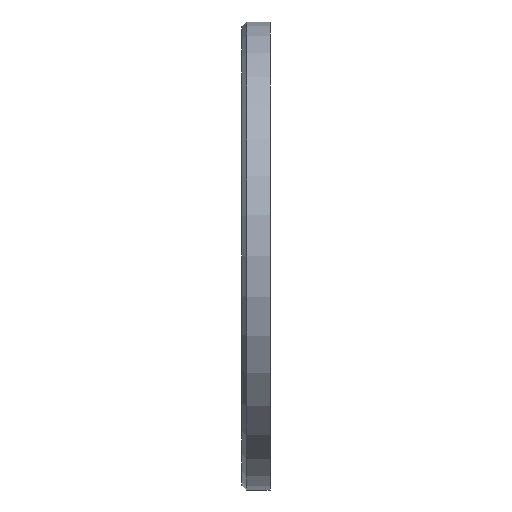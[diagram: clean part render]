
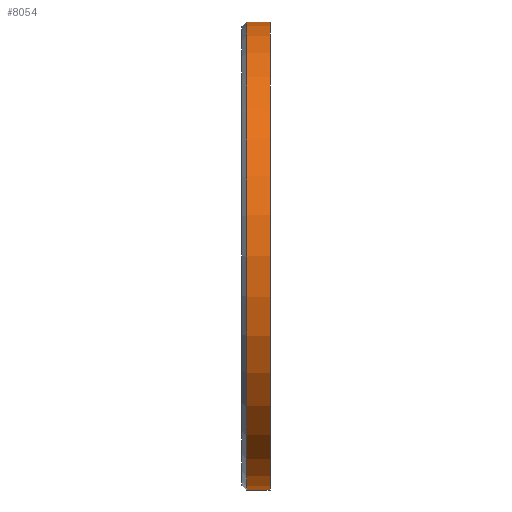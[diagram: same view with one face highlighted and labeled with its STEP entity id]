
A CAD part, left-side view. The second image highlights one B-rep face of the part: STEP entity #8054.
In plain terms, the highlighted cylindrical face has radius 50 mm (diameter 100 mm), a partial arc.
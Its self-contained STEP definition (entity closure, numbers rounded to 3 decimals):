
#59 = CARTESIAN_POINT ( 'NONE',  ( 0., 6., 50. ) ) ;
#223 = CIRCLE ( 'NONE', #3787, 50. ) ;
#415 = CYLINDRICAL_SURFACE ( 'NONE', #4915, 50. ) ;
#813 = CARTESIAN_POINT ( 'NONE',  ( 0., 5., 50. ) ) ;
#920 = DIRECTION ( 'NONE',  ( 0., -1., 0. ) ) ;
#1077 = CARTESIAN_POINT ( 'NONE',  ( 0., 5., 0. ) ) ;
#1093 = CARTESIAN_POINT ( 'NONE',  ( 0., 6., 0. ) ) ;
#1402 = CARTESIAN_POINT ( 'NONE',  ( 0., 0., -50. ) ) ;
#1441 = CARTESIAN_POINT ( 'NONE',  ( 0., 5., -50. ) ) ;
#2220 = DIRECTION ( 'NONE',  ( 0., 0., -1. ) ) ;
#2254 = VECTOR ( 'NONE', #13466, 1000. ) ;
#3687 = DIRECTION ( 'NONE',  ( 0., 0., 1. ) ) ;
#3787 = AXIS2_PLACEMENT_3D ( 'NONE', #12345, #4902, #3687 ) ;
#3850 = EDGE_LOOP ( 'NONE', ( #4263, #9366, #11202, #10908 ) ) ;
#4176 = DIRECTION ( 'NONE',  ( 0., -1., 0. ) ) ;
#4263 = ORIENTED_EDGE ( 'NONE', *, *, #4290, .F. ) ;
#4290 = EDGE_CURVE ( 'NONE', #11223, #10224, #13804, .T. ) ;
#4423 = EDGE_CURVE ( 'NONE', #7222, #8313, #5091, .T. ) ;
#4902 = DIRECTION ( 'NONE',  ( 0., 1., 0. ) ) ;
#4915 = AXIS2_PLACEMENT_3D ( 'NONE', #1093, #920, #2220 ) ;
#5091 = LINE ( 'NONE', #10225, #2254 ) ;
#5257 = VECTOR ( 'NONE', #9603, 1000. ) ;
#5906 = FACE_OUTER_BOUND ( 'NONE', #3850, .T. ) ;
#6202 = CIRCLE ( 'NONE', #6439, 50. ) ;
#6439 = AXIS2_PLACEMENT_3D ( 'NONE', #1077, #4176, #10619 ) ;
#7222 = VERTEX_POINT ( 'NONE', #1441 ) ;
#8054 = ADVANCED_FACE ( 'NONE', ( #5906 ), #415, .T. ) ;
#8313 = VERTEX_POINT ( 'NONE', #1402 ) ;
#8644 = CARTESIAN_POINT ( 'NONE',  ( 0., 0., 50. ) ) ;
#9366 = ORIENTED_EDGE ( 'NONE', *, *, #11961, .T. ) ;
#9603 = DIRECTION ( 'NONE',  ( 0., -1., 0. ) ) ;
#10224 = VERTEX_POINT ( 'NONE', #8644 ) ;
#10225 = CARTESIAN_POINT ( 'NONE',  ( 0., 6., -50. ) ) ;
#10619 = DIRECTION ( 'NONE',  ( 0., 0., 1. ) ) ;
#10680 = EDGE_CURVE ( 'NONE', #8313, #10224, #223, .T. ) ;
#10908 = ORIENTED_EDGE ( 'NONE', *, *, #10680, .T. ) ;
#11202 = ORIENTED_EDGE ( 'NONE', *, *, #4423, .T. ) ;
#11223 = VERTEX_POINT ( 'NONE', #813 ) ;
#11961 = EDGE_CURVE ( 'NONE', #11223, #7222, #6202, .T. ) ;
#12345 = CARTESIAN_POINT ( 'NONE',  ( 0., 0., 0. ) ) ;
#13466 = DIRECTION ( 'NONE',  ( 0., -1., 0. ) ) ;
#13804 = LINE ( 'NONE', #59, #5257 ) ;
